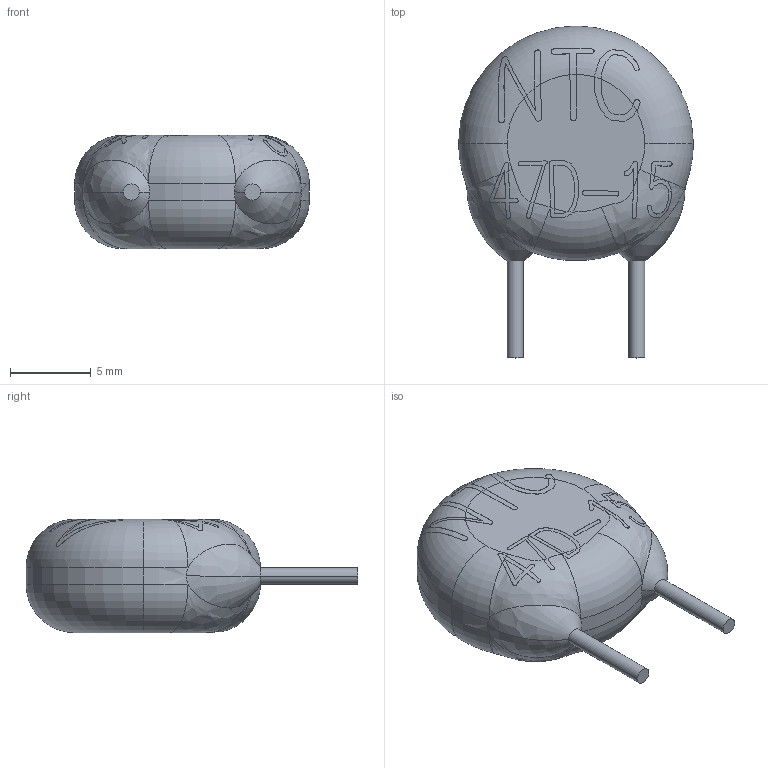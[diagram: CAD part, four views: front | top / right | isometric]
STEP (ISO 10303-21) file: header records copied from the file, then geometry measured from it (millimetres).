
FILE_DESCRIPTION (( 'STEP AP214' ), '1' );
FILE_NAME ('Òåðìèñòîð 47D-15.STEP', '2024-09-02T11:36:01', ( '' ), ( '' ), 'SwSTEP 2.0', 'SolidWorks 2021', '' );
FILE_SCHEMA (( 'AUTOMOTIVE_DESIGN' ));
Length unit declared in the file: millimetre
Products named in the file (1): Òåðìèñòîð 47D-15
Bounding box: 14.5 x 20.5 x 7 mm (x, y, z)
Volume: 1036.6 mm3; surface area: 579.3 mm2
Topology: 1 solids, 1 shells, 281 faces, 768 edges, 490 vertices
Faces by surface type: bspline 234, torus 22, plane 17, cylinder 8
Entity records: 18642 total; most frequent: CARTESIAN_POINT 10659, ORIENTED_EDGE 1536, EDGE_CURVE 768, B_SPLINE_CURVE_WITH_KNOTS 628, VERTEX_POINT 490, DIRECTION 296, EDGE_LOOP 282, ADVANCED_FACE 281
